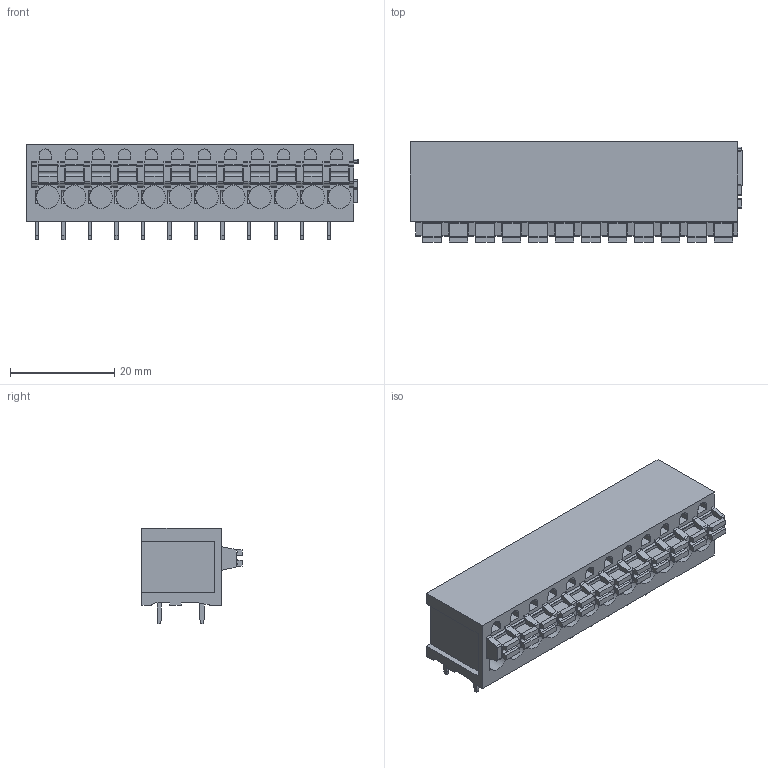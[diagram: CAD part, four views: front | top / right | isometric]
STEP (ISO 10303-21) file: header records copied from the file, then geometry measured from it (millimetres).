
FILE_DESCRIPTION(('CATIA V5 STEP Exchange','CAx-IF Rec.Pracs.--- Model Styling and Organization---1.2---2011-12-15'),'2;1');
FILE_NAME ('D1451107_0_1330820000_1330820000.stp','2018-09-07T11:02:13+00:00',('none'),('Weidmueller'),'CATIA Version 5-6 Release 2014','CATIA V5 STEP AP214','none');
FILE_SCHEMA(('AUTOMOTIVE_DESIGN { 1 0 10303 214 1 1 1 1 }'));
Length unit declared in the file: millimetre
Products named in the file (1): 1330820000
Bounding box: 63.61 x 19.2 x 18.3 mm (x, y, z)
Volume: 13089.9 mm3; surface area: 7782.4 mm2
Topology: 37 solids, 37 shells, 830 faces, 2187 edges, 1458 vertices
Faces by surface type: plane 643, cylinder 187
Entity records: 23161 total; most frequent: ORIENTED_EDGE 4374, CARTESIAN_POINT 4214, DIRECTION 3023, EDGE_CURVE 2187, VECTOR 1777, LINE 1777, VERTEX_POINT 1458, EDGE_LOOP 857
